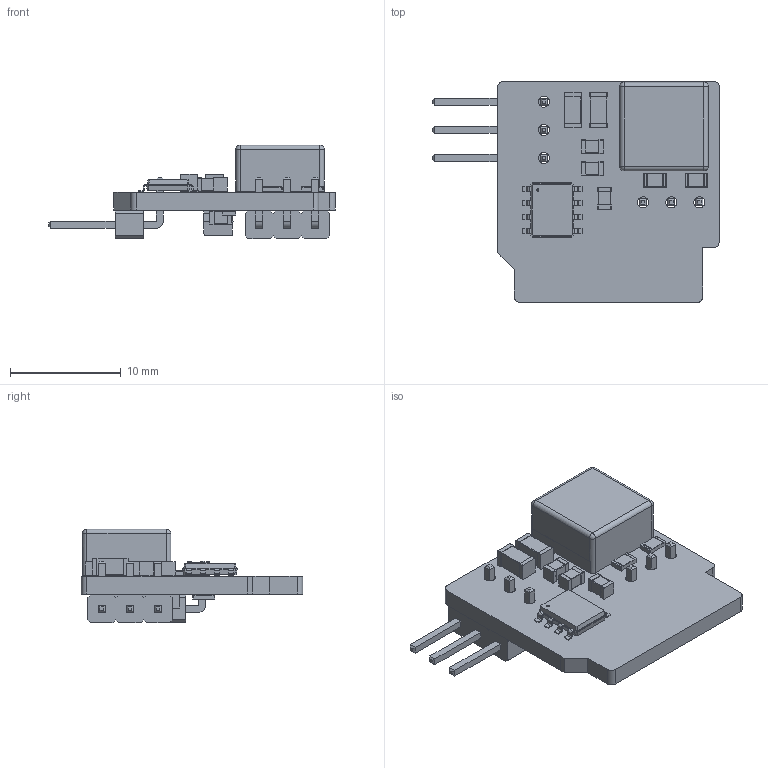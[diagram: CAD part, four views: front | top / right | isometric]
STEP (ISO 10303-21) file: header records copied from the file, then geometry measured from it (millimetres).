
FILE_DESCRIPTION(('KiCad electronic assembly'),'2;1');
FILE_NAME('ez-servo.step','2024-06-01T05:49:52',('Pcbnew'),('Kicad'), 'Open CASCADE STEP processor 7.6','KiCad to STEP converter','Unknown' );
FILE_SCHEMA(('AUTOMOTIVE_DESIGN { 1 0 10303 214 1 1 1 1 }'));
Length unit declared in the file: millimetre
Products named in the file (16): ez-servo 1; R_0805_2012Metric; L_Cenker_CKCS8040; C_0805_2012Metric; C_1206_3216Metric; HTSOP-8-1EP_3.9x4.9mm_Pitch1.27mm; HTSOP_8_1EP_39x49mm_Pitch127mm; D_SMA; PinHeader_1x03_P2.54mm_Horizontal; PinHeader_1x03_P254mm_Horizontal; kibot_bvt4gck3_PCB
Assembly tree (22 placements, depth 3):
  ez-servo 1
    R_0805_2012Metric  x3
      R_0805_2012Metric
    L_Cenker_CKCS8040
      L_Cenker_CKCS8040
    C_0805_2012Metric  x4
      C_0805_2012Metric
    C_1206_3216Metric  x2
      C_1206_3216Metric
    HTSOP-8-1EP_3.9x4.9mm_Pitch1.27mm
      HTSOP_8_1EP_39x49mm_Pitch127mm
    D_SMA
      D_SMA
    PinHeader_1x03_P2.54mm_Horizontal  x2
      PinHeader_1x03_P254mm_Horizontal
    kibot_bvt4gck3_PCB
Bounding box: 25.89 x 20 x 8.45 mm (x, y, z)
Volume: 1078.8 mm3; surface area: 1791.6 mm2
Topology: 15 solids, 15 shells, 671 faces, 1713 edges, 1094 vertices
Faces by surface type: plane 459, cylinder 166, bspline 42, sphere 4
Full cylindrical faces by diameter (mm): 0.2 x1, 0.3 x8, 1 x6
Entity records: 15658 total; most frequent: CARTESIAN_POINT 2399, ORIENTED_EDGE 2156, DIRECTION 2032, EDGE_CURVE 1078, LINE 822, VECTOR 822, VERTEX_POINT 684, AXIS2_PLACEMENT_3D 605
